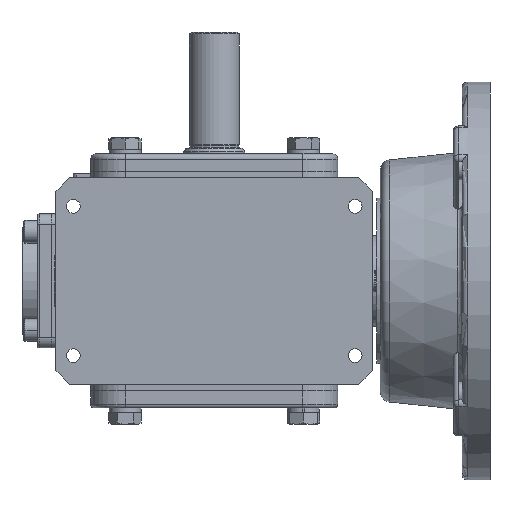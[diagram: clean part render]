
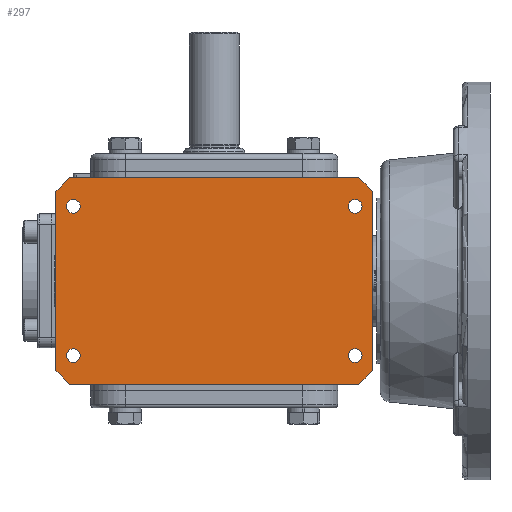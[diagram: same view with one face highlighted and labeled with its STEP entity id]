
A CAD part, front view. The second image highlights one B-rep face of the part: STEP entity #297.
In plain terms, the highlighted planar face has unit normal (0, -1, 0).
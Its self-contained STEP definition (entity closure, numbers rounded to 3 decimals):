
#71 = EDGE_CURVE ( 'NONE', #4197, #4177, #10327, .T. ) ;
#91 = EDGE_CURVE ( 'NONE', #4172, #4194, #10208, .T. ) ;
#93 = EDGE_CURVE ( 'NONE', #4196, #4180, #10182, .T. ) ;
#96 = EDGE_CURVE ( 'NONE', #8229, #2557, #3855, .T. ) ;
#102 = EDGE_CURVE ( 'NONE', #2490, #8168, #3832, .T. ) ;
#104 = EDGE_CURVE ( 'NONE', #2545, #2543, #10194, .T. ) ;
#297 = ADVANCED_FACE ( 'NONE', ( #7305, #7300, #7327, #7314, #7320 ), #4552, .T. ) ;
#413 = CARTESIAN_POINT ( 'NONE',  ( 91., -74.63, 65. ) ) ;
#511 = DIRECTION ( 'NONE',  ( 0., 0., -1. ) ) ;
#512 = CARTESIAN_POINT ( 'NONE',  ( -91., -74.63, -51.5 ) ) ;
#515 = DIRECTION ( 'NONE',  ( -0.707, 0., 0.707 ) ) ;
#937 = AXIS2_PLACEMENT_3D ( 'NONE', #4551, #4547, #4545 ) ;
#1991 = DIRECTION ( 'NONE',  ( 1., 0., 0. ) ) ;
#1993 = CARTESIAN_POINT ( 'NONE',  ( -91., -74.63, 59.5 ) ) ;
#2007 = DIRECTION ( 'NONE',  ( 0.707, 0., 0.707 ) ) ;
#2011 = CARTESIAN_POINT ( 'NONE',  ( -83., -74.63, 59.5 ) ) ;
#2488 = VERTEX_POINT ( 'NONE', #14377 ) ;
#2490 = VERTEX_POINT ( 'NONE', #14264 ) ;
#2543 = VERTEX_POINT ( 'NONE', #14041 ) ;
#2545 = VERTEX_POINT ( 'NONE', #14076 ) ;
#2557 = VERTEX_POINT ( 'NONE', #13988 ) ;
#2564 = VERTEX_POINT ( 'NONE', #14328 ) ;
#3207 = VECTOR ( 'NONE', #15143, 1000. ) ;
#3615 = EDGE_CURVE ( 'NONE', #11009, #11008, #12112, .T. ) ;
#3832 = LINE ( 'NONE', #4611, #10217 ) ;
#3855 = LINE ( 'NONE', #4586, #10192 ) ;
#4172 = VERTEX_POINT ( 'NONE', #11127 ) ;
#4177 = VERTEX_POINT ( 'NONE', #11398 ) ;
#4180 = VERTEX_POINT ( 'NONE', #11474 ) ;
#4194 = VERTEX_POINT ( 'NONE', #11428 ) ;
#4196 = VERTEX_POINT ( 'NONE', #11434 ) ;
#4197 = VERTEX_POINT ( 'NONE', #11437 ) ;
#4501 = DIRECTION ( 'NONE',  ( 0., 0., -1. ) ) ;
#4502 = DIRECTION ( 'NONE',  ( 0., -1., 0. ) ) ;
#4504 = CARTESIAN_POINT ( 'NONE',  ( -80.96, -74.63, 42.86 ) ) ;
#4545 = DIRECTION ( 'NONE',  ( 0., 0., -1. ) ) ;
#4547 = DIRECTION ( 'NONE',  ( 0., -1., 0. ) ) ;
#4551 = CARTESIAN_POINT ( 'NONE',  ( -91., -74.63, 65. ) ) ;
#4552 = PLANE ( 'NONE',  #937 ) ;
#4572 = DIRECTION ( 'NONE',  ( 0., 0., -1. ) ) ;
#4573 = DIRECTION ( 'NONE',  ( 0., -1., 0. ) ) ;
#4574 = CARTESIAN_POINT ( 'NONE',  ( 80.96, -74.63, 42.86 ) ) ;
#4578 = DIRECTION ( 'NONE',  ( 0., 0., -1. ) ) ;
#4579 = DIRECTION ( 'NONE',  ( 0., -1., 0. ) ) ;
#4580 = CARTESIAN_POINT ( 'NONE',  ( 80.96, -74.63, -42.86 ) ) ;
#4585 = DIRECTION ( 'NONE',  ( 1., 0., 0. ) ) ;
#4586 = CARTESIAN_POINT ( 'NONE',  ( -91., -74.63, -59.5 ) ) ;
#4610 = DIRECTION ( 'NONE',  ( 0., 0., -1. ) ) ;
#4611 = CARTESIAN_POINT ( 'NONE',  ( -91., -74.63, 65. ) ) ;
#4614 = DIRECTION ( 'NONE',  ( 0., -1., 0. ) ) ;
#4615 = CARTESIAN_POINT ( 'NONE',  ( -80.96, -74.63, -42.86 ) ) ;
#4626 = DIRECTION ( 'NONE',  ( 0., 0., -1. ) ) ;
#4860 = CARTESIAN_POINT ( 'NONE',  ( 91., -74.63, 51.5 ) ) ;
#5002 = CARTESIAN_POINT ( 'NONE',  ( 83., -74.63, 59.5 ) ) ;
#6444 = LINE ( 'NONE', #512, #8557 ) ;
#6471 = LINE ( 'NONE', #6938, #11786 ) ;
#6666 = LINE ( 'NONE', #413, #8622 ) ;
#6747 = CIRCLE ( 'NONE', #6783, 3.969 ) ;
#6751 = CIRCLE ( 'NONE', #6785, 3.969 ) ;
#6782 = CIRCLE ( 'NONE', #6800, 3.969 ) ;
#6783 = AXIS2_PLACEMENT_3D ( 'NONE', #14554, #14539, #14540 ) ;
#6785 = AXIS2_PLACEMENT_3D ( 'NONE', #14567, #14569, #14564 ) ;
#6791 = CIRCLE ( 'NONE', #6802, 3.969 ) ;
#6800 = AXIS2_PLACEMENT_3D ( 'NONE', #14873, #14870, #14810 ) ;
#6802 = AXIS2_PLACEMENT_3D ( 'NONE', #14793, #14794, #14662 ) ;
#6937 = DIRECTION ( 'NONE',  ( -0.707, 0., -0.707 ) ) ;
#6938 = CARTESIAN_POINT ( 'NONE',  ( 91., -74.63, -51.5 ) ) ;
#7102 = EDGE_CURVE ( 'NONE', #4177, #4197, #6747, .T. ) ;
#7103 = EDGE_CURVE ( 'NONE', #2543, #2545, #6751, .T. ) ;
#7110 = EDGE_CURVE ( 'NONE', #4194, #4172, #6782, .T. ) ;
#7111 = EDGE_CURVE ( 'NONE', #4180, #4196, #6791, .T. ) ;
#7169 = EDGE_LOOP ( 'NONE', ( #12950, #13049 ) ) ;
#7172 = EDGE_LOOP ( 'NONE', ( #9729, #9725, #9748, #13033, #13052, #13050, #9683, #12966 ) ) ;
#7181 = EDGE_LOOP ( 'NONE', ( #13048, #9813 ) ) ;
#7206 = EDGE_LOOP ( 'NONE', ( #9759, #13042 ) ) ;
#7217 = EDGE_LOOP ( 'NONE', ( #13141, #13046 ) ) ;
#7300 = FACE_BOUND ( 'NONE', #7169, .T. ) ;
#7305 = FACE_BOUND ( 'NONE', #7206, .T. ) ;
#7314 = FACE_BOUND ( 'NONE', #7181, .T. ) ;
#7320 = FACE_OUTER_BOUND ( 'NONE', #7172, .T. ) ;
#7327 = FACE_BOUND ( 'NONE', #7217, .T. ) ;
#7364 = EDGE_CURVE ( 'NONE', #11008, #2564, #6666, .T. ) ;
#7378 = EDGE_CURVE ( 'NONE', #8229, #8168, #6444, .T. ) ;
#7450 = EDGE_CURVE ( 'NONE', #2564, #2557, #6471, .T. ) ;
#8168 = VERTEX_POINT ( 'NONE', #10619 ) ;
#8229 = VERTEX_POINT ( 'NONE', #10776 ) ;
#8557 = VECTOR ( 'NONE', #515, 1000. ) ;
#8622 = VECTOR ( 'NONE', #511, 1000. ) ;
#9683 = ORIENTED_EDGE ( 'NONE', *, *, #102, .T. ) ;
#9725 = ORIENTED_EDGE ( 'NONE', *, *, #7450, .F. ) ;
#9729 = ORIENTED_EDGE ( 'NONE', *, *, #96, .T. ) ;
#9748 = ORIENTED_EDGE ( 'NONE', *, *, #7364, .F. ) ;
#9759 = ORIENTED_EDGE ( 'NONE', *, *, #91, .F. ) ;
#9813 = ORIENTED_EDGE ( 'NONE', *, *, #7103, .F. ) ;
#10178 = AXIS2_PLACEMENT_3D ( 'NONE', #4574, #4573, #4572 ) ;
#10182 = CIRCLE ( 'NONE', #10178, 3.969 ) ;
#10187 = AXIS2_PLACEMENT_3D ( 'NONE', #4580, #4579, #4578 ) ;
#10192 = VECTOR ( 'NONE', #4585, 1000. ) ;
#10194 = CIRCLE ( 'NONE', #10199, 3.969 ) ;
#10199 = AXIS2_PLACEMENT_3D ( 'NONE', #4615, #4614, #4626 ) ;
#10208 = CIRCLE ( 'NONE', #10187, 3.969 ) ;
#10217 = VECTOR ( 'NONE', #4610, 1000. ) ;
#10310 = AXIS2_PLACEMENT_3D ( 'NONE', #4504, #4502, #4501 ) ;
#10327 = CIRCLE ( 'NONE', #10310, 3.969 ) ;
#10619 = CARTESIAN_POINT ( 'NONE',  ( -91., -74.63, -51.5 ) ) ;
#10776 = CARTESIAN_POINT ( 'NONE',  ( -83., -74.63, -59.5 ) ) ;
#11008 = VERTEX_POINT ( 'NONE', #4860 ) ;
#11009 = VERTEX_POINT ( 'NONE', #5002 ) ;
#11127 = CARTESIAN_POINT ( 'NONE',  ( 80.96, -74.63, -46.829 ) ) ;
#11398 = CARTESIAN_POINT ( 'NONE',  ( -80.96, -74.63, 46.829 ) ) ;
#11428 = CARTESIAN_POINT ( 'NONE',  ( 80.96, -74.63, -38.891 ) ) ;
#11434 = CARTESIAN_POINT ( 'NONE',  ( 80.96, -74.63, 38.891 ) ) ;
#11437 = CARTESIAN_POINT ( 'NONE',  ( -80.96, -74.63, 38.891 ) ) ;
#11474 = CARTESIAN_POINT ( 'NONE',  ( 80.96, -74.63, 46.829 ) ) ;
#11786 = VECTOR ( 'NONE', #6937, 1000. ) ;
#12112 = LINE ( 'NONE', #15253, #3207 ) ;
#12455 = LINE ( 'NONE', #2011, #12696 ) ;
#12457 = LINE ( 'NONE', #1993, #12644 ) ;
#12644 = VECTOR ( 'NONE', #1991, 1000. ) ;
#12696 = VECTOR ( 'NONE', #2007, 1000. ) ;
#12823 = EDGE_CURVE ( 'NONE', #2490, #2488, #12455, .T. ) ;
#12825 = EDGE_CURVE ( 'NONE', #2488, #11009, #12457, .T. ) ;
#12950 = ORIENTED_EDGE ( 'NONE', *, *, #93, .F. ) ;
#12966 = ORIENTED_EDGE ( 'NONE', *, *, #7378, .F. ) ;
#13033 = ORIENTED_EDGE ( 'NONE', *, *, #3615, .F. ) ;
#13042 = ORIENTED_EDGE ( 'NONE', *, *, #7110, .F. ) ;
#13046 = ORIENTED_EDGE ( 'NONE', *, *, #7102, .F. ) ;
#13048 = ORIENTED_EDGE ( 'NONE', *, *, #104, .F. ) ;
#13049 = ORIENTED_EDGE ( 'NONE', *, *, #7111, .F. ) ;
#13050 = ORIENTED_EDGE ( 'NONE', *, *, #12823, .F. ) ;
#13052 = ORIENTED_EDGE ( 'NONE', *, *, #12825, .F. ) ;
#13141 = ORIENTED_EDGE ( 'NONE', *, *, #71, .F. ) ;
#13988 = CARTESIAN_POINT ( 'NONE',  ( 83., -74.63, -59.5 ) ) ;
#14041 = CARTESIAN_POINT ( 'NONE',  ( -80.96, -74.63, -38.891 ) ) ;
#14076 = CARTESIAN_POINT ( 'NONE',  ( -80.96, -74.63, -46.829 ) ) ;
#14264 = CARTESIAN_POINT ( 'NONE',  ( -91., -74.63, 51.5 ) ) ;
#14328 = CARTESIAN_POINT ( 'NONE',  ( 91., -74.63, -51.5 ) ) ;
#14377 = CARTESIAN_POINT ( 'NONE',  ( -83., -74.63, 59.5 ) ) ;
#14539 = DIRECTION ( 'NONE',  ( 0., -1., 0. ) ) ;
#14540 = DIRECTION ( 'NONE',  ( 0., 0., -1. ) ) ;
#14554 = CARTESIAN_POINT ( 'NONE',  ( -80.96, -74.63, 42.86 ) ) ;
#14564 = DIRECTION ( 'NONE',  ( 0., 0., -1. ) ) ;
#14567 = CARTESIAN_POINT ( 'NONE',  ( -80.96, -74.63, -42.86 ) ) ;
#14569 = DIRECTION ( 'NONE',  ( 0., -1., 0. ) ) ;
#14662 = DIRECTION ( 'NONE',  ( 0., 0., -1. ) ) ;
#14793 = CARTESIAN_POINT ( 'NONE',  ( 80.96, -74.63, 42.86 ) ) ;
#14794 = DIRECTION ( 'NONE',  ( 0., -1., 0. ) ) ;
#14810 = DIRECTION ( 'NONE',  ( 0., 0., -1. ) ) ;
#14870 = DIRECTION ( 'NONE',  ( 0., -1., 0. ) ) ;
#14873 = CARTESIAN_POINT ( 'NONE',  ( 80.96, -74.63, -42.86 ) ) ;
#15143 = DIRECTION ( 'NONE',  ( 0.707, 0., -0.707 ) ) ;
#15253 = CARTESIAN_POINT ( 'NONE',  ( 83., -74.63, 59.5 ) ) ;
